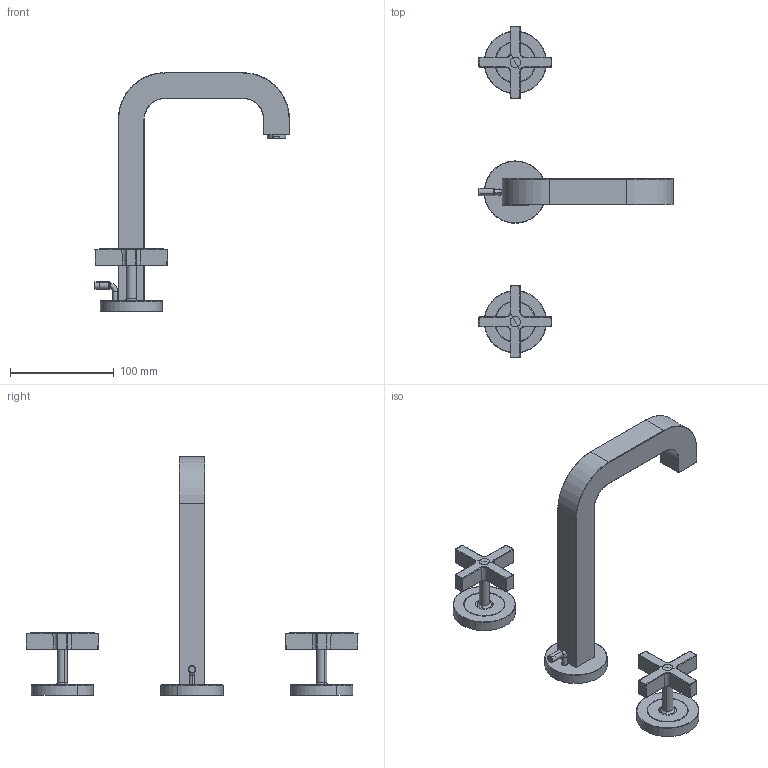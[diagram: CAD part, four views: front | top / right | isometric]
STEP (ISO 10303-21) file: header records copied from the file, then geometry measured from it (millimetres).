
FILE_DESCRIPTION(('CAx-IF Rec.Pracs.---Model Styling and Organization---1.2---2011-12-15','CAx-IF Rec.Pracs.---Geometric and Assembly Validation Properties---4.1---2014-06-16','CAx-IF Rec.Pracs.---PMI Polyline Presentation---2.0---2013-05-24'),'2;1');
FILE_NAME('1000119162_PPR_000.stp','2017-08-28T09:14:13+02:00',(''),(''),'STEP Interface 4.1 by CT CoreTechnologie','3D_Evolution4.1 by CT CoreTechnologie','');
FILE_SCHEMA(('AP203_CONFIGURATION_CONTROLLED_3D_DESIGN_OF_MECHANICAL_PARTS_AND_ASSEMBLIES_MIM_LF'));
Length unit declared in the file: millimetre
Products named in the file (14): P_2 3L_WTA_SM Kreuzgriff Rosetten Citter 1000119162_PPR_000_A0; P_2 Gk 3L-WTA AX Citterio chrom 1000113261_PPA_000_A0; P_2 Zugstange kpl. 3L-WTA_BDA-SM AX Cit. 1000113280_PPR_000_A0; P_2 Zugstange 3L-WTA-SM AX Starck 1000113272_PPA_000_A0; P_2 Zugknopf  D5 3L_WTA Citterio 1000113271_PPA_000_A0; SR_TT_HC_1,5gpm-air-d-grau-gruen_M18x1-m 1000047431_PPR_000_A1; Perlatorhuelse M18x1 1000002126_PPA_000_A0; SR_TT_HC_1,5gpm-air_dunkelgrau-gruen 1000047432_PPA_000_A1; Flachdichtung d11xD15x2,8 (EB-2,4) 1000063202_PPA_000_A0; P_2 Rosette Gk 3L_WTA_SM Citterio 1000119168_PPA_000_A0; P_2 Kreuzgriff 3L-WTA-SM Citterio 1000119173_PPR_000_A0; P_2 Kreuzgriff 3L-WTA-WM Citterio 1000113255_PPA_000_A0; P_2 Mitnehmerbolzen  3L-WTA Citterio 1000113256_PPA_000_A0; P_2 Rosette 3L-WTA-SM Citterio 1000119211_PPA_000_A0
Assembly tree (14 placements, depth 3):
  P_2 3L_WTA_SM Kreuzgriff Rosetten Citter 1000119162_PPR_000_A0
    P_2 Gk 3L-WTA AX Citterio chrom 1000113261_PPA_000_A0
    P_2 Zugstange kpl. 3L-WTA_BDA-SM AX Cit. 1000113280_PPR_000_A0
      P_2 Zugstange 3L-WTA-SM AX Starck 1000113272_PPA_000_A0
      P_2 Zugknopf  D5 3L_WTA Citterio 1000113271_PPA_000_A0
    SR_TT_HC_1,5gpm-air-d-grau-gruen_M18x1-m 1000047431_PPR_000_A1
      Perlatorhuelse M18x1 1000002126_PPA_000_A0
      SR_TT_HC_1,5gpm-air_dunkelgrau-gruen 1000047432_PPA_000_A1
      Flachdichtung d11xD15x2,8 (EB-2,4) 1000063202_PPA_000_A0
    P_2 Rosette Gk 3L_WTA_SM Citterio 1000119168_PPA_000_A0
    P_2 Kreuzgriff 3L-WTA-SM Citterio 1000119173_PPR_000_A0  x2
      P_2 Kreuzgriff 3L-WTA-WM Citterio 1000113255_PPA_000_A0
      P_2 Mitnehmerbolzen  3L-WTA Citterio 1000113256_PPA_000_A0
      P_2 Rosette 3L-WTA-SM Citterio 1000119211_PPA_000_A0
Bounding box: 188 x 319.99 x 230 mm (x, y, z)
Volume: 361446.3 mm3; surface area: 83273.6 mm2
Topology: 13 solids, 13 shells, 968 faces, 2355 edges, 1441 vertices
Faces by surface type: plane 578, cylinder 232, bspline 158
Entity records: 38328 total; most frequent: CARTESIAN_POINT 8563, ORIENTED_EDGE 4098, DIRECTION 3981, EDGE_CURVE 2049, VECTOR 1557, LINE 1557, VERTEX_POINT 1292, AXIS2_PLACEMENT_3D 1212
